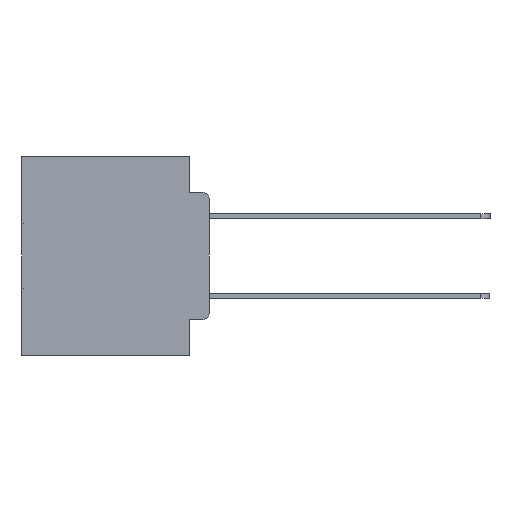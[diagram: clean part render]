
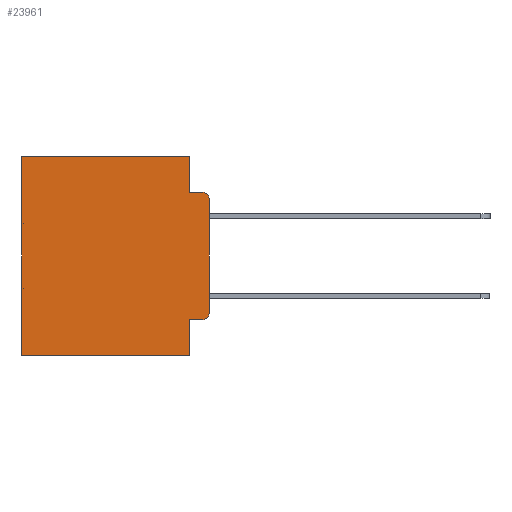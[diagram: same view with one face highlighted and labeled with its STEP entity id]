
A CAD part, left-side view. The second image highlights one B-rep face of the part: STEP entity #23961.
In plain terms, the highlighted planar face has unit normal (-1, 0, 0).
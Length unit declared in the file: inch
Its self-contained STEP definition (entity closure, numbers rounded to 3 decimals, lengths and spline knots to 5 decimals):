
#74 = CARTESIAN_POINT ( 'NONE',  ( 0.298, 0., 0. ) ) ;
#364 = DIRECTION ( 'NONE',  ( 0., 0., -1. ) ) ;
#393 = CARTESIAN_POINT ( 'NONE',  ( 0.298, 0., -0.1085 ) ) ;
#421 = LINE ( 'NONE', #13266, #15217 ) ;
#1298 = CARTESIAN_POINT ( 'NONE',  ( 0.298, 0.051, -0.0885 ) ) ;
#2106 = DIRECTION ( 'NONE',  ( 0., 0., -1. ) ) ;
#2439 = VERTEX_POINT ( 'NONE', #20949 ) ;
#2512 = VERTEX_POINT ( 'NONE', #23733 ) ;
#2612 = FACE_OUTER_BOUND ( 'NONE', #11268, .T. ) ;
#2644 = AXIS2_PLACEMENT_3D ( 'NONE', #74, #18372, #2753 ) ;
#2753 = DIRECTION ( 'NONE',  ( 0., 0., -1. ) ) ;
#2786 = CARTESIAN_POINT ( 'NONE',  ( 0.298, 0.051, -0.5 ) ) ;
#3658 = CARTESIAN_POINT ( 'NONE',  ( 0.298, 0.473, 0. ) ) ;
#3977 = VECTOR ( 'NONE', #364, 39.37008 ) ;
#4333 = VECTOR ( 'NONE', #32385, 39.37008 ) ;
#5555 = ORIENTED_EDGE ( 'NONE', *, *, #26308, .F. ) ;
#6409 = DIRECTION ( 'NONE',  ( 0., 0., -1. ) ) ;
#6685 = VECTOR ( 'NONE', #6409, 39.37008 ) ;
#7269 = ORIENTED_EDGE ( 'NONE', *, *, #24578, .F. ) ;
#7273 = EDGE_CURVE ( 'NONE', #9426, #2439, #31025, .T. ) ;
#7613 = DIRECTION ( 'NONE',  ( -1., 0., 0. ) ) ;
#7990 = EDGE_CURVE ( 'NONE', #32087, #29932, #22620, .T. ) ;
#8272 = CARTESIAN_POINT ( 'NONE',  ( 0.298, 0.473, 0. ) ) ;
#8380 = EDGE_CURVE ( 'NONE', #31028, #2439, #24998, .T. ) ;
#8894 = VECTOR ( 'NONE', #18084, 39.37008 ) ;
#9056 = CARTESIAN_POINT ( 'NONE',  ( 0.298, 0.051, 0. ) ) ;
#9426 = VERTEX_POINT ( 'NONE', #16549 ) ;
#9475 = VERTEX_POINT ( 'NONE', #3658 ) ;
#9712 = CARTESIAN_POINT ( 'NONE',  ( 0.298, 0.051, -0.4115 ) ) ;
#10311 = CARTESIAN_POINT ( 'NONE',  ( 0.298, 0., -0.5 ) ) ;
#11239 = ORIENTED_EDGE ( 'NONE', *, *, #8380, .F. ) ;
#11268 = EDGE_LOOP ( 'NONE', ( #11239, #13530, #5555, #7269, #20480, #14046, #29879, #32615, #22983, #16307 ) ) ;
#11593 = VERTEX_POINT ( 'NONE', #1298 ) ;
#12323 = DIRECTION ( 'NONE',  ( 0., -1., 0. ) ) ;
#12479 = VERTEX_POINT ( 'NONE', #19087 ) ;
#13266 = CARTESIAN_POINT ( 'NONE',  ( 0.298, 0.051, -0.0885 ) ) ;
#13530 = ORIENTED_EDGE ( 'NONE', *, *, #31445, .T. ) ;
#14046 = ORIENTED_EDGE ( 'NONE', *, *, #22863, .T. ) ;
#14376 = CARTESIAN_POINT ( 'NONE',  ( 0.298, 0., 0. ) ) ;
#14445 = LINE ( 'NONE', #19322, #6685 ) ;
#14872 = AXIS2_PLACEMENT_3D ( 'NONE', #23081, #7613, #25651 ) ;
#15188 = VERTEX_POINT ( 'NONE', #27257 ) ;
#15217 = VECTOR ( 'NONE', #18426, 39.37008 ) ;
#15825 = EDGE_CURVE ( 'NONE', #15188, #9475, #24788, .T. ) ;
#15983 = EDGE_CURVE ( 'NONE', #2512, #9426, #21583, .T. ) ;
#16307 = ORIENTED_EDGE ( 'NONE', *, *, #7273, .T. ) ;
#16549 = CARTESIAN_POINT ( 'NONE',  ( 0.298, 0.02, -0.4115 ) ) ;
#16663 = CIRCLE ( 'NONE', #16889, 0.02 ) ;
#16889 = AXIS2_PLACEMENT_3D ( 'NONE', #33109, #17767, #2106 ) ;
#16943 = DIRECTION ( 'NONE',  ( 0., 1., 0. ) ) ;
#17682 = EDGE_CURVE ( 'NONE', #2512, #32087, #14445, .T. ) ;
#17767 = DIRECTION ( 'NONE',  ( -1., 0., 0. ) ) ;
#18084 = DIRECTION ( 'NONE',  ( 0., 1., 0. ) ) ;
#18372 = DIRECTION ( 'NONE',  ( 1., 0., 0. ) ) ;
#18426 = DIRECTION ( 'NONE',  ( 0., -1., 0. ) ) ;
#19087 = CARTESIAN_POINT ( 'NONE',  ( 0.298, 0.02, -0.0885 ) ) ;
#19322 = CARTESIAN_POINT ( 'NONE',  ( 0.298, 0.051, 0. ) ) ;
#20070 = CARTESIAN_POINT ( 'NONE',  ( 0.298, 0.473, -0.5 ) ) ;
#20480 = ORIENTED_EDGE ( 'NONE', *, *, #15825, .T. ) ;
#20949 = CARTESIAN_POINT ( 'NONE',  ( 0.298, 0., -0.3915 ) ) ;
#21583 = LINE ( 'NONE', #9712, #33558 ) ;
#22620 = LINE ( 'NONE', #10311, #8894 ) ;
#22863 = EDGE_CURVE ( 'NONE', #9475, #29932, #23882, .T. ) ;
#22983 = ORIENTED_EDGE ( 'NONE', *, *, #15983, .T. ) ;
#22985 = PLANE ( 'NONE',  #2644 ) ;
#23081 = CARTESIAN_POINT ( 'NONE',  ( 0.298, 0.02, -0.3915 ) ) ;
#23733 = CARTESIAN_POINT ( 'NONE',  ( 0.298, 0.051, -0.4115 ) ) ;
#23882 = LINE ( 'NONE', #8272, #3977 ) ;
#23961 = ADVANCED_FACE ( 'NONE', ( #2612 ), #22985, .F. ) ;
#24534 = LINE ( 'NONE', #9056, #32916 ) ;
#24578 = EDGE_CURVE ( 'NONE', #15188, #11593, #24534, .T. ) ;
#24788 = LINE ( 'NONE', #14376, #30790 ) ;
#24998 = LINE ( 'NONE', #29841, #4333 ) ;
#25651 = DIRECTION ( 'NONE',  ( 0., 0., -1. ) ) ;
#26308 = EDGE_CURVE ( 'NONE', #11593, #12479, #421, .T. ) ;
#27257 = CARTESIAN_POINT ( 'NONE',  ( 0.298, 0.051, 0. ) ) ;
#29841 = CARTESIAN_POINT ( 'NONE',  ( 0.298, 0., 0. ) ) ;
#29879 = ORIENTED_EDGE ( 'NONE', *, *, #7990, .F. ) ;
#29932 = VERTEX_POINT ( 'NONE', #20070 ) ;
#30790 = VECTOR ( 'NONE', #16943, 39.37008 ) ;
#31025 = CIRCLE ( 'NONE', #14872, 0.02 ) ;
#31028 = VERTEX_POINT ( 'NONE', #393 ) ;
#31445 = EDGE_CURVE ( 'NONE', #31028, #12479, #16663, .T. ) ;
#32087 = VERTEX_POINT ( 'NONE', #2786 ) ;
#32197 = DIRECTION ( 'NONE',  ( 0., 0., -1. ) ) ;
#32385 = DIRECTION ( 'NONE',  ( 0., 0., -1. ) ) ;
#32615 = ORIENTED_EDGE ( 'NONE', *, *, #17682, .F. ) ;
#32916 = VECTOR ( 'NONE', #32197, 39.37008 ) ;
#33109 = CARTESIAN_POINT ( 'NONE',  ( 0.298, 0.02, -0.1085 ) ) ;
#33558 = VECTOR ( 'NONE', #12323, 39.37008 ) ;
